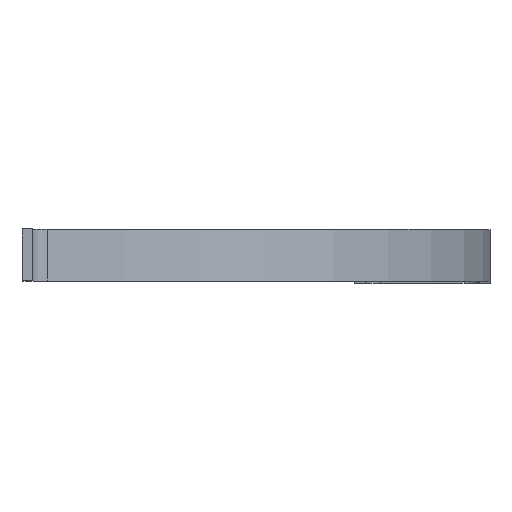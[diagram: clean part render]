
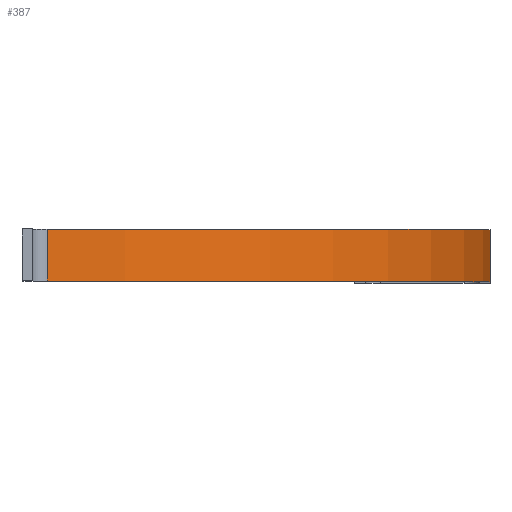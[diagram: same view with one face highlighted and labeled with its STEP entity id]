
A CAD part, top view. The second image highlights one B-rep face of the part: STEP entity #387.
In plain terms, the highlighted cylindrical face has radius 450 mm (diameter 900 mm), a partial arc.
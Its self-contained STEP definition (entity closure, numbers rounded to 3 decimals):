
#4 = DIRECTION ( 'NONE',  ( 0., 0., -1. ) ) ;
#27 = DIRECTION ( 'NONE',  ( 0., -1., 0. ) ) ;
#37 = CARTESIAN_POINT ( 'NONE',  ( 24.194, 50., 449.349 ) ) ;
#93 = ORIENTED_EDGE ( 'NONE', *, *, #543, .T. ) ;
#107 = AXIS2_PLACEMENT_3D ( 'NONE', #238, #575, #743 ) ;
#128 = EDGE_CURVE ( 'NONE', #832, #715, #182, .T. ) ;
#148 = DIRECTION ( 'NONE',  ( 0., -1., 0. ) ) ;
#180 = VECTOR ( 'NONE', #861, 1000. ) ;
#182 = CIRCLE ( 'NONE', #798, 450. ) ;
#188 = VERTEX_POINT ( 'NONE', #806 ) ;
#189 = CARTESIAN_POINT ( 'NONE',  ( 24.194, 50., 449.349 ) ) ;
#205 = EDGE_LOOP ( 'NONE', ( #455, #217, #800, #93 ) ) ;
#217 = ORIENTED_EDGE ( 'NONE', *, *, #865, .F. ) ;
#238 = CARTESIAN_POINT ( 'NONE',  ( 0., 50., 0. ) ) ;
#362 = CIRCLE ( 'NONE', #107, 450. ) ;
#372 = CARTESIAN_POINT ( 'NONE',  ( 24.194, 0., 449.349 ) ) ;
#387 = ADVANCED_FACE ( 'NONE', ( #496 ), #745, .T. ) ;
#455 = ORIENTED_EDGE ( 'NONE', *, *, #128, .T. ) ;
#462 = LINE ( 'NONE', #789, #180 ) ;
#484 = VECTOR ( 'NONE', #27, 1000. ) ;
#496 = FACE_OUTER_BOUND ( 'NONE', #205, .T. ) ;
#543 = EDGE_CURVE ( 'NONE', #609, #832, #589, .T. ) ;
#569 = CARTESIAN_POINT ( 'NONE',  ( 0., 50., 0. ) ) ;
#575 = DIRECTION ( 'NONE',  ( 0., 1., 0. ) ) ;
#589 = LINE ( 'NONE', #37, #484 ) ;
#603 = AXIS2_PLACEMENT_3D ( 'NONE', #569, #148, #4 ) ;
#609 = VERTEX_POINT ( 'NONE', #189 ) ;
#647 = CARTESIAN_POINT ( 'NONE',  ( 0., 0., 0. ) ) ;
#715 = VERTEX_POINT ( 'NONE', #921 ) ;
#728 = DIRECTION ( 'NONE',  ( 1., 0., 0. ) ) ;
#742 = EDGE_CURVE ( 'NONE', #609, #188, #362, .T. ) ;
#743 = DIRECTION ( 'NONE',  ( 1., 0., 0. ) ) ;
#745 = CYLINDRICAL_SURFACE ( 'NONE', #603, 450. ) ;
#789 = CARTESIAN_POINT ( 'NONE',  ( 450., 50., 0. ) ) ;
#798 = AXIS2_PLACEMENT_3D ( 'NONE', #647, #811, #728 ) ;
#800 = ORIENTED_EDGE ( 'NONE', *, *, #742, .F. ) ;
#806 = CARTESIAN_POINT ( 'NONE',  ( 450., 50., 0. ) ) ;
#811 = DIRECTION ( 'NONE',  ( 0., 1., 0. ) ) ;
#832 = VERTEX_POINT ( 'NONE', #372 ) ;
#861 = DIRECTION ( 'NONE',  ( 0., -1., 0. ) ) ;
#865 = EDGE_CURVE ( 'NONE', #188, #715, #462, .T. ) ;
#921 = CARTESIAN_POINT ( 'NONE',  ( 450., 0., 0. ) ) ;
